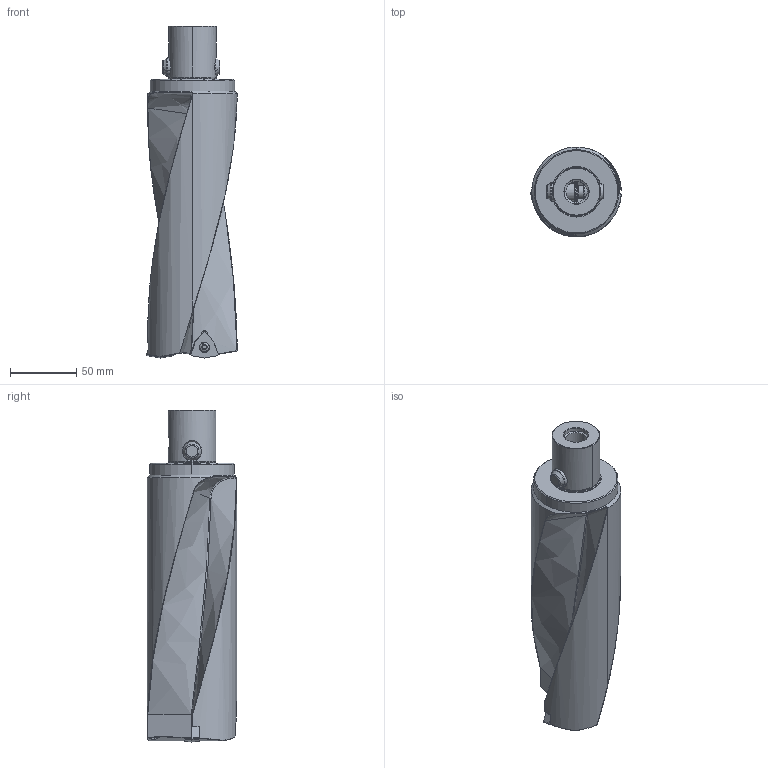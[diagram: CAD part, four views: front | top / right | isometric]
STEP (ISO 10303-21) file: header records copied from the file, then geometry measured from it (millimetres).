
FILE_DESCRIPTION(('no description'),'unknown implementation level');
FILE_NAME('2C73CDFE-5C19-498A-9BD2-4D2363BF45B0_export.stp',' ',('CIMSOURCE GmbH'),('CADClick - KiM GmbH - www.kimweb.de'),'unknown preprocess','ACIS','unknown authorization');
FILE_SCHEMA(('automotive_design'));
Length unit declared in the file: millimetre
Products named in the file (7): 336.569 Kaiser WB 69-153 X CK6|694.150 Kaiser ETL M5 X 13,3 T20 IP 10S_Standard;NONE; 336.569 Kaiser WB 69-153 X CK6|336.569 Kaiser WB 69-153 X CK6_Standard-2;NONE; 336.569 Kaiser WB 69-153 X CK6|336.569 Kaiser WB 69-153 X CK6_Standard-1;NONE; 336.569 Kaiser WB 69-153 X CK6|336.569 Kaiser WB 69-153 X CK6_Standard;NONE; 336.569 Kaiser WB 69-153 X CK6|691.506 Kaiser ETL D14 X 43K_Standard|691.526 Mitnehmerbolzen_Standard;NONE; 336.569 Kaiser WB 69-153 X CK6|691.506 Kaiser ETL D14 X 43K_Standard|693.305 Sprengring_Standard;NONE
Bounding box: 68.19 x 67.47 x 250 mm (x, y, z)
Volume: 480533.6 mm3; surface area: 70141.3 mm2
Topology: 7 solids, 7 shells, 350 faces, 867 edges, 520 vertices
Faces by surface type: cylinder 110, plane 84, cone 67, torus 47, bspline 39, sphere 3
Entity records: 45514 total; most frequent: CARTESIAN_POINT 27656, STYLED_ITEM 1728, PRESENTATION_STYLE_ASSIGNMENT 1728, COLOUR_RGB 1728, DIRECTION 1710, ORIENTED_EDGE 1702, EDGE_CURVE 851, CURVE_STYLE 851
